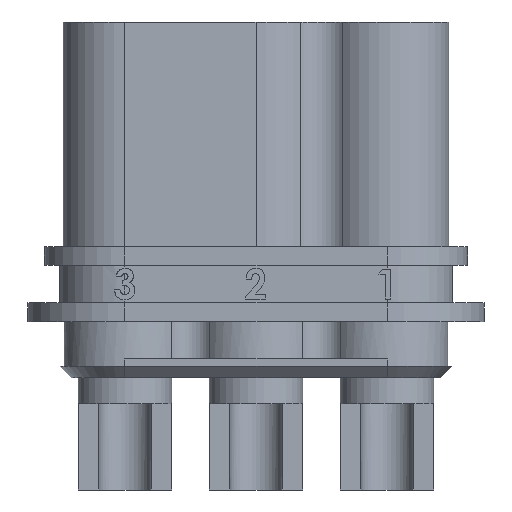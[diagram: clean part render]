
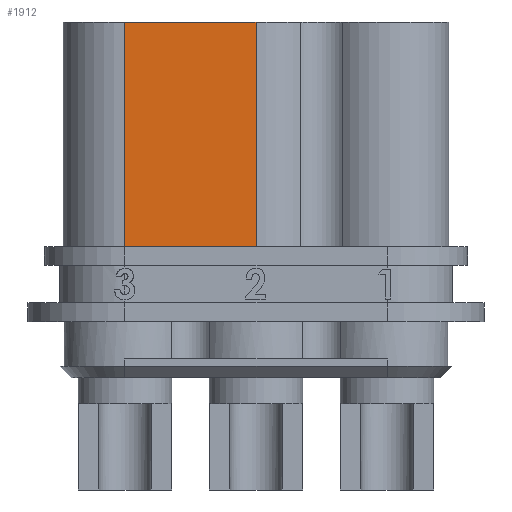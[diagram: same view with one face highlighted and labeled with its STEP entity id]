
A CAD part, front view. The second image highlights one B-rep face of the part: STEP entity #1912.
In plain terms, the highlighted planar face has unit normal (0, -1, 0).
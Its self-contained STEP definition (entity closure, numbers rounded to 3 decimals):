
#17 = VECTOR ( 'NONE', #7335, 1000. ) ;
#1244 = CARTESIAN_POINT ( 'NONE',  ( 0., -1.65, 0. ) ) ;
#1325 = CARTESIAN_POINT ( 'NONE',  ( -3.5, -1.65, 0. ) ) ;
#1413 = LINE ( 'NONE', #3967, #5696 ) ;
#1540 = LINE ( 'NONE', #6059, #17 ) ;
#1797 = EDGE_CURVE ( 'NONE', #5771, #6124, #1540, .T. ) ;
#1912 = ADVANCED_FACE ( 'NONE', ( #7663 ), #6358, .F. ) ;
#2199 = EDGE_CURVE ( 'NONE', #3069, #3496, #6340, .T. ) ;
#2344 = LINE ( 'NONE', #7362, #5088 ) ;
#2953 = CARTESIAN_POINT ( 'NONE',  ( -3.5, -1.65, 6. ) ) ;
#3069 = VERTEX_POINT ( 'NONE', #4172 ) ;
#3312 = DIRECTION ( 'NONE',  ( 1., 0., 0. ) ) ;
#3496 = VERTEX_POINT ( 'NONE', #1244 ) ;
#3803 = ORIENTED_EDGE ( 'NONE', *, *, #7328, .T. ) ;
#3967 = CARTESIAN_POINT ( 'NONE',  ( -3.5, -1.65, 6. ) ) ;
#4172 = CARTESIAN_POINT ( 'NONE',  ( -3.5, -1.65, 0. ) ) ;
#4270 = EDGE_CURVE ( 'NONE', #5771, #3069, #1413, .T. ) ;
#4341 = DIRECTION ( 'NONE',  ( 0., 0., 1. ) ) ;
#4741 = AXIS2_PLACEMENT_3D ( 'NONE', #7703, #5774, #3312 ) ;
#5088 = VECTOR ( 'NONE', #4341, 1000. ) ;
#5321 = ORIENTED_EDGE ( 'NONE', *, *, #2199, .T. ) ;
#5543 = ORIENTED_EDGE ( 'NONE', *, *, #4270, .T. ) ;
#5696 = VECTOR ( 'NONE', #7658, 1000. ) ;
#5771 = VERTEX_POINT ( 'NONE', #2953 ) ;
#5774 = DIRECTION ( 'NONE',  ( 0., 1., 0. ) ) ;
#5911 = VECTOR ( 'NONE', #6213, 1000. ) ;
#5919 = ORIENTED_EDGE ( 'NONE', *, *, #1797, .F. ) ;
#6059 = CARTESIAN_POINT ( 'NONE',  ( -3.5, -1.65, 6. ) ) ;
#6124 = VERTEX_POINT ( 'NONE', #6651 ) ;
#6213 = DIRECTION ( 'NONE',  ( 1., 0., 0. ) ) ;
#6308 = EDGE_LOOP ( 'NONE', ( #3803, #5919, #5543, #5321 ) ) ;
#6340 = LINE ( 'NONE', #1325, #5911 ) ;
#6358 = PLANE ( 'NONE',  #4741 ) ;
#6651 = CARTESIAN_POINT ( 'NONE',  ( 0., -1.65, 6. ) ) ;
#7328 = EDGE_CURVE ( 'NONE', #3496, #6124, #2344, .T. ) ;
#7335 = DIRECTION ( 'NONE',  ( 1., 0., 0. ) ) ;
#7362 = CARTESIAN_POINT ( 'NONE',  ( 0., -1.65, 0. ) ) ;
#7658 = DIRECTION ( 'NONE',  ( 0., 0., -1. ) ) ;
#7663 = FACE_OUTER_BOUND ( 'NONE', #6308, .T. ) ;
#7703 = CARTESIAN_POINT ( 'NONE',  ( -3.5, -1.65, 6. ) ) ;
